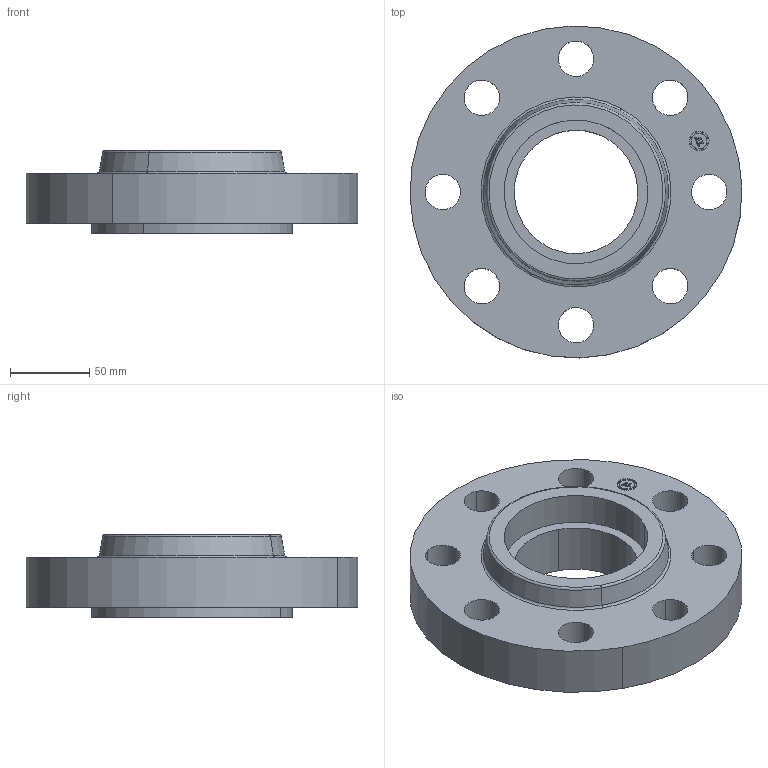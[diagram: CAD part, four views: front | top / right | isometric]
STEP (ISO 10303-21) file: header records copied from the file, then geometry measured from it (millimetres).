
FILE_DESCRIPTION(('3D STEP'),'2;1');
FILE_NAME('3-400-SOCKET-WELD-RF-40-FLANGE.stp','2013-01-27T15:51:51+00:00',('Texas Flange'),(''),'CATIA Version 5 Release 20 SP 6 (IN-10)','CATIA V5 STEP AP214','800-826-3801');
FILE_SCHEMA(('AUTOMOTIVE_DESIGN { 1 0 10303 214 1 1 1 1 }'));
Length unit declared in the file: inch
Products named in the file (1): 3-400-SOCKET-WELD-RF-40-FLANGE
Bounding box: 209.49 x 209.49 x 52.32 mm (x, y, z)
Volume: 938805.3 mm3; surface area: 112119.8 mm2
Topology: 1 solids, 1 shells, 420 faces, 1190 edges, 792 vertices
Faces by surface type: plane 370, cylinder 44, torus 4, cone 2
Entity records: 15770 total; most frequent: ORIENTED_EDGE 2380, CARTESIAN_POINT 2354, DIRECTION 1932, EDGE_CURVE 1190, VECTOR 1090, LINE 1090, VERTEX_POINT 792, AXIS2_PLACEMENT_3D 472
